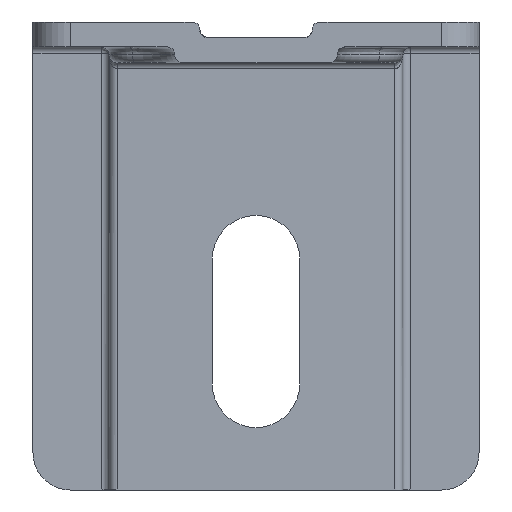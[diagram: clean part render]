
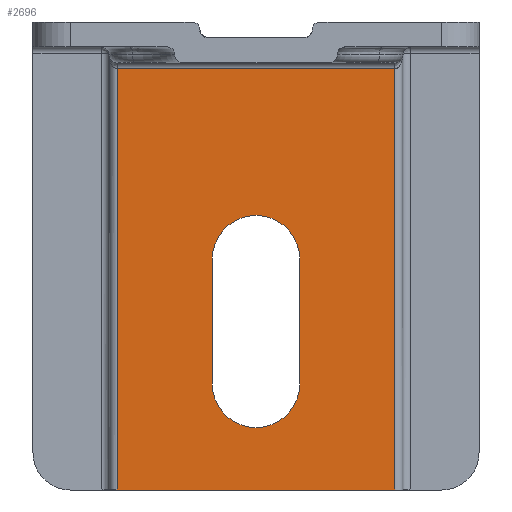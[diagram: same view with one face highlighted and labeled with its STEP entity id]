
A CAD part, front view. The second image highlights one B-rep face of the part: STEP entity #2696.
In plain terms, the highlighted planar face has unit normal (0, -1, 0).
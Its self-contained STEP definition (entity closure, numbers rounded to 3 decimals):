
#514=CARTESIAN_POINT('',(58.,-4.7,0.0));
#515=VERTEX_POINT('',#514);
#523=CARTESIAN_POINT('',(13.5,-4.7,0.0));
#524=VERTEX_POINT('',#523);
#525=CARTESIAN_POINT('',(58.,-4.7,0.0));
#526=DIRECTION('',(-1.0,0.0,0.0));
#527=VECTOR('',#526,44.5);
#528=LINE('',#525,#527);
#529=EDGE_CURVE('',#515,#524,#528,.T.);
#833=CARTESIAN_POINT('',(28.75,-4.7,37.0));
#834=VERTEX_POINT('',#833);
#841=CARTESIAN_POINT('',(28.75,-4.7,17.));
#842=VERTEX_POINT('',#841);
#843=CARTESIAN_POINT('',(28.75,-4.7,17.));
#844=DIRECTION('',(0.0,0.0,1.0));
#845=VECTOR('',#844,20.0);
#846=LINE('',#843,#845);
#847=EDGE_CURVE('',#842,#834,#846,.T.);
#864=CARTESIAN_POINT('',(42.75,-4.7,37.0));
#865=VERTEX_POINT('',#864);
#872=CARTESIAN_POINT('',(35.75,-4.7,37.0));
#873=DIRECTION('',(0.0,1.0,0.0));
#874=DIRECTION('',(1.0,0.0,0.0));
#875=AXIS2_PLACEMENT_3D('',#872,#873,#874);
#876=CIRCLE('',#875,7.);
#877=EDGE_CURVE('',#834,#865,#876,.T.);
#1386=CARTESIAN_POINT('',(58.0,-4.7,67.5));
#1387=VERTEX_POINT('',#1386);
#1405=CARTESIAN_POINT('',(13.5,-4.7,67.5));
#1406=VERTEX_POINT('',#1405);
#1414=CARTESIAN_POINT('',(13.5,-4.7,67.5));
#1415=DIRECTION('',(1.0,0.0,0.0));
#1416=VECTOR('',#1415,44.5);
#1417=LINE('',#1414,#1416);
#1418=EDGE_CURVE('',#1406,#1387,#1417,.T.);
#1752=CARTESIAN_POINT('',(13.5,-4.7,0.0));
#1753=DIRECTION('',(0.0,0.0,1.0));
#1754=VECTOR('',#1753,67.5);
#1755=LINE('',#1752,#1754);
#1756=EDGE_CURVE('',#524,#1406,#1755,.T.);
#2589=CARTESIAN_POINT('',(58.0,-4.7,67.5));
#2590=DIRECTION('',(0.0,0.0,-1.0));
#2591=VECTOR('',#2590,67.5);
#2592=LINE('',#2589,#2591);
#2593=EDGE_CURVE('',#1387,#515,#2592,.T.);
#2666=CARTESIAN_POINT('',(35.75,-4.7,35.5));
#2667=DIRECTION('',(0.0,1.0,0.0));
#2668=DIRECTION('',(0.0,0.0,1.0));
#2669=AXIS2_PLACEMENT_3D('',#2666,#2667,#2668);
#2670=PLANE('',#2669);
#2671=ORIENTED_EDGE('',*,*,#1418,.F.);
#2672=ORIENTED_EDGE('',*,*,#1756,.F.);
#2673=ORIENTED_EDGE('',*,*,#529,.F.);
#2674=ORIENTED_EDGE('',*,*,#2593,.F.);
#2675=EDGE_LOOP('',(#2671,#2672,#2673,#2674));
#2676=FACE_OUTER_BOUND('',#2675,.T.);
#2677=ORIENTED_EDGE('',*,*,#847,.T.);
#2678=ORIENTED_EDGE('',*,*,#877,.T.);
#2679=CARTESIAN_POINT('',(42.75,-4.7,17.0));
#2680=VERTEX_POINT('',#2679);
#2681=CARTESIAN_POINT('',(42.75,-4.7,37.0));
#2682=DIRECTION('',(0.0,0.0,-1.0));
#2683=VECTOR('',#2682,20.0);
#2684=LINE('',#2681,#2683);
#2685=EDGE_CURVE('',#865,#2680,#2684,.T.);
#2686=ORIENTED_EDGE('',*,*,#2685,.T.);
#2687=CARTESIAN_POINT('',(35.75,-4.7,17.0));
#2688=DIRECTION('',(0.0,1.0,0.0));
#2689=DIRECTION('',(-1.0,0.0,0.0));
#2690=AXIS2_PLACEMENT_3D('',#2687,#2688,#2689);
#2691=CIRCLE('',#2690,7.);
#2692=EDGE_CURVE('',#2680,#842,#2691,.T.);
#2693=ORIENTED_EDGE('',*,*,#2692,.T.);
#2694=EDGE_LOOP('',(#2677,#2678,#2686,#2693));
#2695=FACE_BOUND('',#2694,.T.);
#2696=ADVANCED_FACE('',(#2676,#2695),#2670,.F.);
